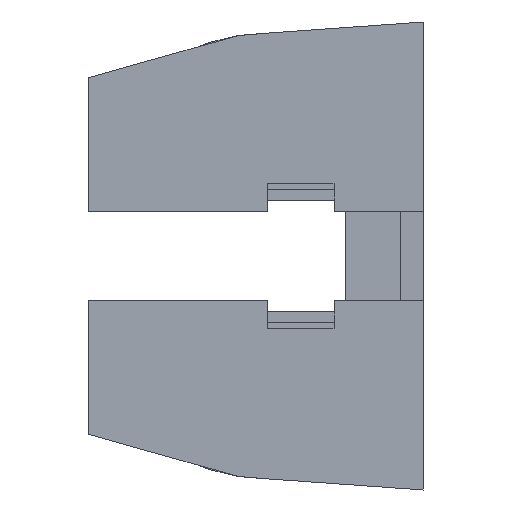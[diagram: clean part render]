
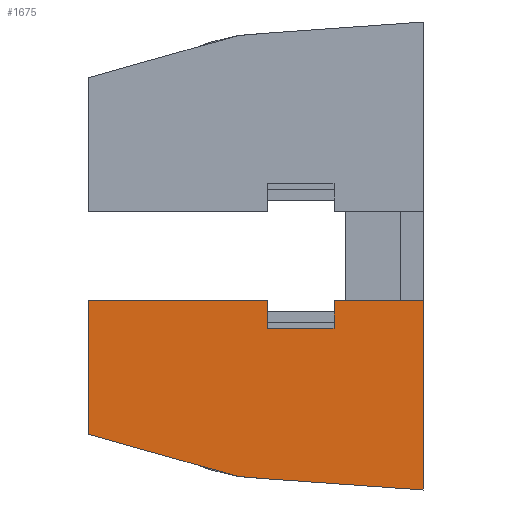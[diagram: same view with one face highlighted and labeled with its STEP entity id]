
A CAD part, left-side view. The second image highlights one B-rep face of the part: STEP entity #1675.
In plain terms, the highlighted planar face has unit normal (-1, 0, 0).
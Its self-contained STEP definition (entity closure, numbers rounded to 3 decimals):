
#36 = DIRECTION ( 'NONE',  ( 0., 1., 0. ) ) ;
#102 = CARTESIAN_POINT ( 'NONE',  ( -39., 4., -3.25 ) ) ;
#122 = LINE ( 'NONE', #102, #356 ) ;
#217 = VECTOR ( 'NONE', #798, 1000. ) ;
#226 = LINE ( 'NONE', #2487, #1579 ) ;
#234 = DIRECTION ( 'NONE',  ( 0., 1., 0. ) ) ;
#260 = LINE ( 'NONE', #3038, #217 ) ;
#277 = CARTESIAN_POINT ( 'NONE',  ( -39., 4., -2.001 ) ) ;
#348 = ORIENTED_EDGE ( 'NONE', *, *, #1346, .T. ) ;
#356 = VECTOR ( 'NONE', #1873, 1000. ) ;
#397 = DIRECTION ( 'NONE',  ( 0., -0.997, -0.071 ) ) ;
#399 = CARTESIAN_POINT ( 'NONE',  ( -39., 7., -2.001 ) ) ;
#408 = EDGE_CURVE ( 'NONE', #1920, #2937, #122, .T. ) ;
#427 = ORIENTED_EDGE ( 'NONE', *, *, #1811, .T. ) ;
#450 = CARTESIAN_POINT ( 'NONE',  ( -39., 4., 3.25 ) ) ;
#468 = DIRECTION ( 'NONE',  ( 0., 0.962, 0.272 ) ) ;
#476 = EDGE_CURVE ( 'NONE', #700, #3099, #2619, .T. ) ;
#496 = DIRECTION ( 'NONE',  ( 0., 0., -1. ) ) ;
#524 = VECTOR ( 'NONE', #806, 1000. ) ;
#550 = VERTEX_POINT ( 'NONE', #1139 ) ;
#575 = VECTOR ( 'NONE', #1684, 1000. ) ;
#614 = DIRECTION ( 'NONE',  ( 0., 0., -1. ) ) ;
#646 = CARTESIAN_POINT ( 'NONE',  ( -39., 7., -10. ) ) ;
#656 = VERTEX_POINT ( 'NONE', #1270 ) ;
#675 = ORIENTED_EDGE ( 'NONE', *, *, #1868, .F. ) ;
#692 = CARTESIAN_POINT ( 'NONE',  ( -39., 7., -10. ) ) ;
#700 = VERTEX_POINT ( 'NONE', #2042 ) ;
#718 = VECTOR ( 'NONE', #468, 1000. ) ;
#798 = DIRECTION ( 'NONE',  ( 0., 0., 1. ) ) ;
#806 = DIRECTION ( 'NONE',  ( 0., 0., 1. ) ) ;
#1024 = CARTESIAN_POINT ( 'NONE',  ( -39., 0., -2.001 ) ) ;
#1028 = VERTEX_POINT ( 'NONE', #1050 ) ;
#1050 = CARTESIAN_POINT ( 'NONE',  ( -39., 8.304, -9.895 ) ) ;
#1068 = EDGE_CURVE ( 'NONE', #1844, #656, #1283, .T. ) ;
#1139 = CARTESIAN_POINT ( 'NONE',  ( -39., 15., -8. ) ) ;
#1226 = DIRECTION ( 'NONE',  ( 0., 0., 1. ) ) ;
#1250 = ORIENTED_EDGE ( 'NONE', *, *, #408, .T. ) ;
#1270 = CARTESIAN_POINT ( 'NONE',  ( -39., 15., -2.001 ) ) ;
#1283 = LINE ( 'NONE', #2277, #2606 ) ;
#1301 = CARTESIAN_POINT ( 'NONE',  ( -39., 0., -10.5 ) ) ;
#1346 = EDGE_CURVE ( 'NONE', #2937, #1844, #260, .T. ) ;
#1397 = ORIENTED_EDGE ( 'NONE', *, *, #2388, .T. ) ;
#1468 = VERTEX_POINT ( 'NONE', #277 ) ;
#1476 = DIRECTION ( 'NONE',  ( 1., 0., 0. ) ) ;
#1500 = EDGE_CURVE ( 'NONE', #1468, #1920, #1866, .T. ) ;
#1568 = EDGE_LOOP ( 'NONE', ( #2741, #2818, #2319, #675, #2744, #427, #1397, #2378, #1250, #348 ) ) ;
#1579 = VECTOR ( 'NONE', #1226, 1000. ) ;
#1675 = ADVANCED_FACE ( 'NONE', ( #2476 ), #2998, .F. ) ;
#1684 = DIRECTION ( 'NONE',  ( 0., 0.997, 0.081 ) ) ;
#1714 = CARTESIAN_POINT ( 'NONE',  ( -39., 7., -10.5 ) ) ;
#1716 = LINE ( 'NONE', #2256, #718 ) ;
#1811 = EDGE_CURVE ( 'NONE', #3099, #3095, #2343, .T. ) ;
#1844 = VERTEX_POINT ( 'NONE', #399 ) ;
#1866 = LINE ( 'NONE', #450, #1888 ) ;
#1868 = EDGE_CURVE ( 'NONE', #700, #1028, #2883, .T. ) ;
#1870 = LINE ( 'NONE', #2940, #3114 ) ;
#1873 = DIRECTION ( 'NONE',  ( 0., 1., 0. ) ) ;
#1888 = VECTOR ( 'NONE', #614, 1000. ) ;
#1920 = VERTEX_POINT ( 'NONE', #2365 ) ;
#1988 = EDGE_CURVE ( 'NONE', #550, #656, #226, .T. ) ;
#2042 = CARTESIAN_POINT ( 'NONE',  ( -39., 7., -10. ) ) ;
#2256 = CARTESIAN_POINT ( 'NONE',  ( -39., 8.304, -9.895 ) ) ;
#2277 = CARTESIAN_POINT ( 'NONE',  ( -39., 15., -2.001 ) ) ;
#2319 = ORIENTED_EDGE ( 'NONE', *, *, #2924, .F. ) ;
#2343 = LINE ( 'NONE', #1301, #524 ) ;
#2365 = CARTESIAN_POINT ( 'NONE',  ( -39., 4., -3.25 ) ) ;
#2378 = ORIENTED_EDGE ( 'NONE', *, *, #1500, .T. ) ;
#2388 = EDGE_CURVE ( 'NONE', #3095, #1468, #1870, .T. ) ;
#2476 = FACE_OUTER_BOUND ( 'NONE', #1568, .T. ) ;
#2479 = CARTESIAN_POINT ( 'NONE',  ( -39., 7., -3.25 ) ) ;
#2487 = CARTESIAN_POINT ( 'NONE',  ( -39., 15., 8. ) ) ;
#2524 = CARTESIAN_POINT ( 'NONE',  ( -39., 0., -10.5 ) ) ;
#2606 = VECTOR ( 'NONE', #36, 1000. ) ;
#2619 = LINE ( 'NONE', #692, #2812 ) ;
#2741 = ORIENTED_EDGE ( 'NONE', *, *, #1068, .T. ) ;
#2744 = ORIENTED_EDGE ( 'NONE', *, *, #476, .T. ) ;
#2812 = VECTOR ( 'NONE', #397, 1000. ) ;
#2818 = ORIENTED_EDGE ( 'NONE', *, *, #1988, .F. ) ;
#2883 = LINE ( 'NONE', #646, #575 ) ;
#2924 = EDGE_CURVE ( 'NONE', #1028, #550, #1716, .T. ) ;
#2937 = VERTEX_POINT ( 'NONE', #2479 ) ;
#2940 = CARTESIAN_POINT ( 'NONE',  ( -39., 15., -2.001 ) ) ;
#2998 = PLANE ( 'NONE',  #3084 ) ;
#3038 = CARTESIAN_POINT ( 'NONE',  ( -39., 7., 3.25 ) ) ;
#3084 = AXIS2_PLACEMENT_3D ( 'NONE', #1714, #1476, #496 ) ;
#3095 = VERTEX_POINT ( 'NONE', #1024 ) ;
#3099 = VERTEX_POINT ( 'NONE', #2524 ) ;
#3114 = VECTOR ( 'NONE', #234, 1000. ) ;
